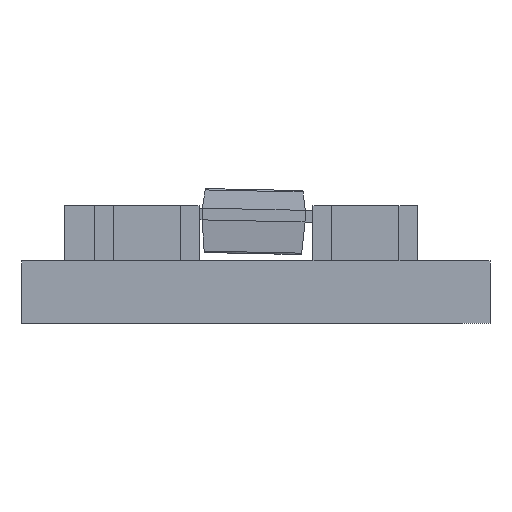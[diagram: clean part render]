
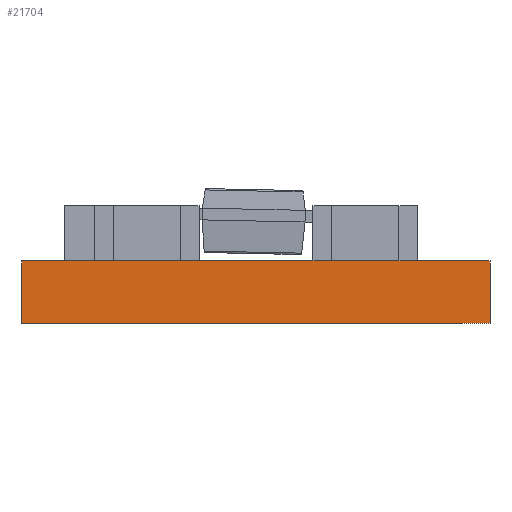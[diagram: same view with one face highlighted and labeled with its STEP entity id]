
A CAD part, front view. The second image highlights one B-rep face of the part: STEP entity #21704.
In plain terms, the highlighted planar face has unit normal (0, -1, 0).
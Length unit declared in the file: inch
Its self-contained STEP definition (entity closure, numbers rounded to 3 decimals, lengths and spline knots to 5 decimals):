
#807 = CARTESIAN_POINT ( 'NONE',  ( 0.3, 0., 0.04 ) ) ;
#1217 = EDGE_CURVE ( 'NONE', #23424, #20100, #19194, .T. ) ;
#1486 = CARTESIAN_POINT ( 'NONE',  ( 0., 0., 0.04 ) ) ;
#3693 = DIRECTION ( 'NONE',  ( 0., 0., -1. ) ) ;
#8597 = VERTEX_POINT ( 'NONE', #18148 ) ;
#8629 = CARTESIAN_POINT ( 'NONE',  ( 0., 0., 0. ) ) ;
#8704 = EDGE_CURVE ( 'NONE', #23424, #26879, #27614, .T. ) ;
#8717 = VECTOR ( 'NONE', #17308, 39.37008 ) ;
#9815 = VECTOR ( 'NONE', #25787, 39.37008 ) ;
#10170 = EDGE_CURVE ( 'NONE', #20100, #8597, #14337, .T. ) ;
#10960 = DIRECTION ( 'NONE',  ( 0., 1., 0. ) ) ;
#11117 = CARTESIAN_POINT ( 'NONE',  ( 0.3, 0., 0.04 ) ) ;
#12858 = EDGE_LOOP ( 'NONE', ( #15503, #28095, #19156, #20333 ) ) ;
#14337 = LINE ( 'NONE', #807, #9815 ) ;
#15503 = ORIENTED_EDGE ( 'NONE', *, *, #28460, .T. ) ;
#17308 = DIRECTION ( 'NONE',  ( 1., 0., 0. ) ) ;
#17468 = FACE_OUTER_BOUND ( 'NONE', #12858, .T. ) ;
#18148 = CARTESIAN_POINT ( 'NONE',  ( 0.3, 0., 0. ) ) ;
#19156 = ORIENTED_EDGE ( 'NONE', *, *, #1217, .F. ) ;
#19194 = LINE ( 'NONE', #25935, #25381 ) ;
#19706 = AXIS2_PLACEMENT_3D ( 'NONE', #26554, #10960, #20224 ) ;
#20100 = VERTEX_POINT ( 'NONE', #11117 ) ;
#20224 = DIRECTION ( 'NONE',  ( 0., 0., 1. ) ) ;
#20333 = ORIENTED_EDGE ( 'NONE', *, *, #8704, .T. ) ;
#20645 = CARTESIAN_POINT ( 'NONE',  ( 0., 0., 0. ) ) ;
#21540 = DIRECTION ( 'NONE',  ( 1., 0., 0. ) ) ;
#21583 = PLANE ( 'NONE',  #19706 ) ;
#21704 = ADVANCED_FACE ( 'NONE', ( #17468 ), #21583, .F. ) ;
#23424 = VERTEX_POINT ( 'NONE', #24042 ) ;
#24042 = CARTESIAN_POINT ( 'NONE',  ( 0., 0., 0.04 ) ) ;
#25381 = VECTOR ( 'NONE', #21540, 39.37008 ) ;
#25787 = DIRECTION ( 'NONE',  ( 0., 0., -1. ) ) ;
#25935 = CARTESIAN_POINT ( 'NONE',  ( 0., 0., 0.04 ) ) ;
#26554 = CARTESIAN_POINT ( 'NONE',  ( 0., 0., 0.04 ) ) ;
#26879 = VERTEX_POINT ( 'NONE', #20645 ) ;
#27139 = VECTOR ( 'NONE', #3693, 39.37008 ) ;
#27614 = LINE ( 'NONE', #1486, #27139 ) ;
#28095 = ORIENTED_EDGE ( 'NONE', *, *, #10170, .F. ) ;
#28460 = EDGE_CURVE ( 'NONE', #26879, #8597, #28727, .T. ) ;
#28727 = LINE ( 'NONE', #8629, #8717 ) ;
